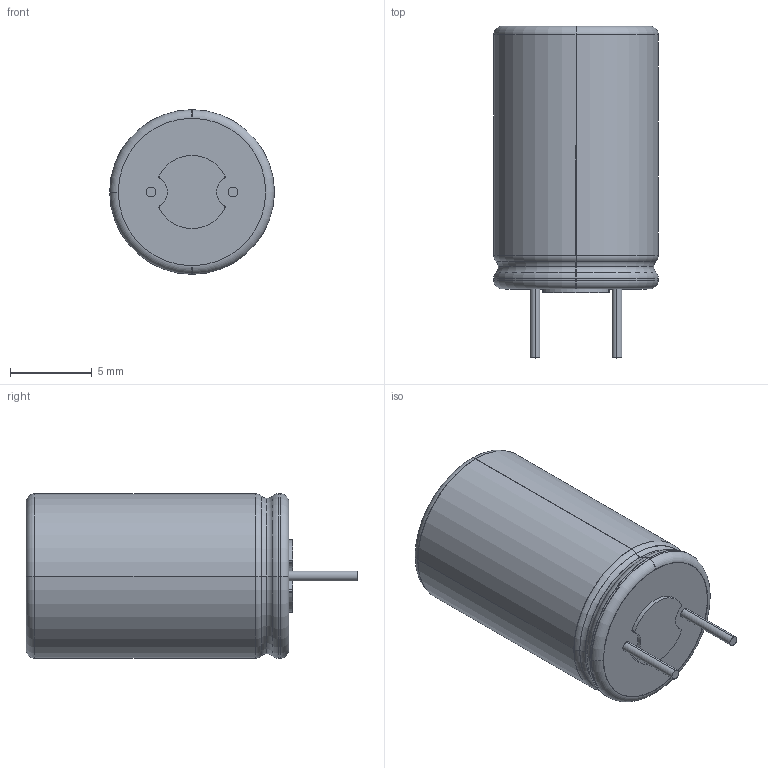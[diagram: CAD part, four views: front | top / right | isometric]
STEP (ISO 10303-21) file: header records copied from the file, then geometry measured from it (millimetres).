
FILE_DESCRIPTION (( 'STEP AP214' ), '1' );
FILE_NAME ('217457E7-DA03-4E9E-B52E-795A54F58259.STEP', '2008-11-27T14:33:10', ( 'sysAdmin' ), ( 'SolidWorks' ), 'SwSTEP 2.0', 'SolidWorks 2009', '' );
FILE_SCHEMA (( 'AUTOMOTIVE_DESIGN' ));
Length unit declared in the file: millimetre
Products named in the file (1): 217457E7-DA03-4E9E-B52E-795A54F58259
Bounding box: 10.05 x 20.27 x 10.05 mm (x, y, z)
Surface area: 1457.1 mm2 (no closed solid volume)
Topology: 0 solids, 4 shells, 104 faces, 275 edges, 191 vertices
Faces by surface type: cylinder 62, torus 36, plane 6
Entity records: 4464 total; most frequent: CARTESIAN_POINT 643, DIRECTION 621, ORIENTED_EDGE 496, EDGE_CURVE 275, AXIS2_PLACEMENT_3D 265, VERTEX_POINT 191, CIRCLE 160, EDGE_LOOP 119
